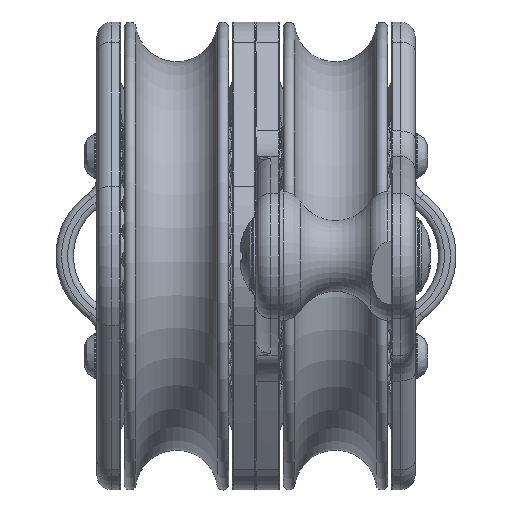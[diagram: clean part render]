
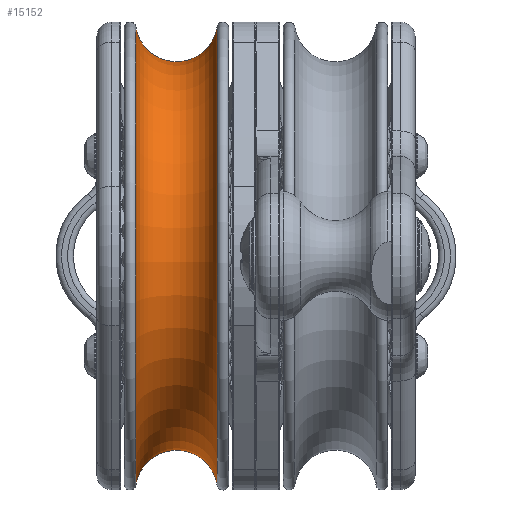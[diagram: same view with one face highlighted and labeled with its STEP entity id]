
A CAD part, front view. The second image highlights one B-rep face of the part: STEP entity #15152.
In plain terms, the highlighted toroidal (fillet/blend) face has major radius 40 mm and minor radius 7 mm.
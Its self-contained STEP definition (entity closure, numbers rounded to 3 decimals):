
#775=TOROIDAL_SURFACE('',#17331,40.,7.);
#1012=FACE_BOUND('',#3229,.T.);
#2023=FACE_OUTER_BOUND('',#3228,.T.);
#3228=EDGE_LOOP('',(#13254));
#3229=EDGE_LOOP('',(#13255));
#4658=CIRCLE('',#17280,38.927);
#4696=CIRCLE('',#17330,38.927);
#7181=VERTEX_POINT('',#29378);
#7219=VERTEX_POINT('',#29466);
#9273=EDGE_CURVE('',#7181,#7181,#4658,.T.);
#9311=EDGE_CURVE('',#7219,#7219,#4696,.T.);
#13254=ORIENTED_EDGE('',*,*,#9273,.F.);
#13255=ORIENTED_EDGE('',*,*,#9311,.T.);
#15152=ADVANCED_FACE('',(#2023,#1012),#775,.F.);
#17280=AXIS2_PLACEMENT_3D('',#29379,#21998,#21999);
#17330=AXIS2_PLACEMENT_3D('',#29467,#22098,#22099);
#17331=AXIS2_PLACEMENT_3D('',#29468,#22100,#22101);
#21998=DIRECTION('center_axis',(1.,0.,0.));
#21999=DIRECTION('ref_axis',(0.,0.314,0.949));
#22098=DIRECTION('center_axis',(1.,0.,0.));
#22099=DIRECTION('ref_axis',(0.,0.314,0.949));
#22100=DIRECTION('center_axis',(1.,0.,0.));
#22101=DIRECTION('ref_axis',(0.,0.949,-0.314));
#29378=CARTESIAN_POINT('',(-6.583,36.957,-12.227));
#29379=CARTESIAN_POINT('Origin',(-6.583,0.,
0.));
#29466=CARTESIAN_POINT('',(-20.417,36.957,-12.227));
#29467=CARTESIAN_POINT('Origin',(-20.417,0.,
0.));
#29468=CARTESIAN_POINT('Origin',(-13.5,0.,
0.));
